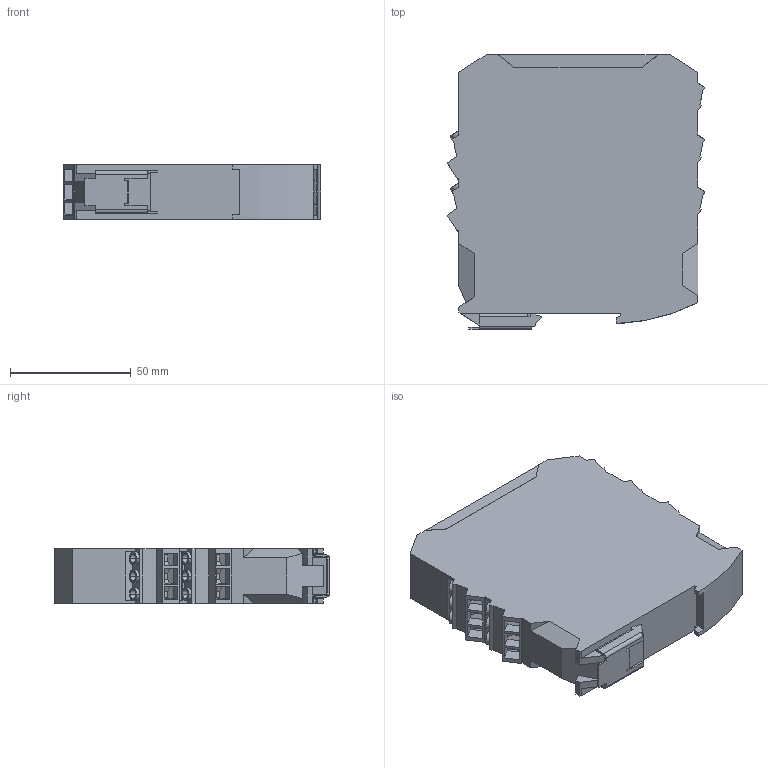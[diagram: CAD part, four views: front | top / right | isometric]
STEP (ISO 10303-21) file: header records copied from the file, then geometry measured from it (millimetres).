
FILE_DESCRIPTION(('SolidDesigner STEP Export'),'2;1');
FILE_NAME('2900422_ELR_H5_IES_SC_230AC_500AC_9-select.stp','2015-03-05T11:40:15',(''),(''),'Creo Elements/Direct Modeling STEP processor for AP214 (Solid Model)','Creo Elements/Direct Modeling 18.1 06-May-2012 (C) Parametric Technology GmbH','');
FILE_SCHEMA(('AUTOMOTIVE_DESIGN { 1 0 10303 214 1 1 1 1 }'));
Length unit declared in the file: millimetre
Products named in the file (2): 2900422_ELR_H5_IES_SC_230AC_500AC_9-select
Assembly tree (1 placements, depth 2):
  2900422_ELR_H5_IES_SC_230AC_500AC_9-select
    2900422_ELR_H5_IES_SC_230AC_500AC_9-select
Bounding box: 106.79 x 113.6 x 22.6 mm (x, y, z)
Volume: 238855.3 mm3; surface area: 34818.8 mm2
Topology: 1 solids, 1 shells, 390 faces, 1029 edges, 682 vertices
Faces by surface type: plane 337, cylinder 53
Entity records: 14234 total; most frequent: ORIENTED_EDGE 2058, CARTESIAN_POINT 1967, DIRECTION 1689, EDGE_CURVE 1029, VECTOR 881, LINE 881, VERTEX_POINT 682, EDGE_LOOP 435
